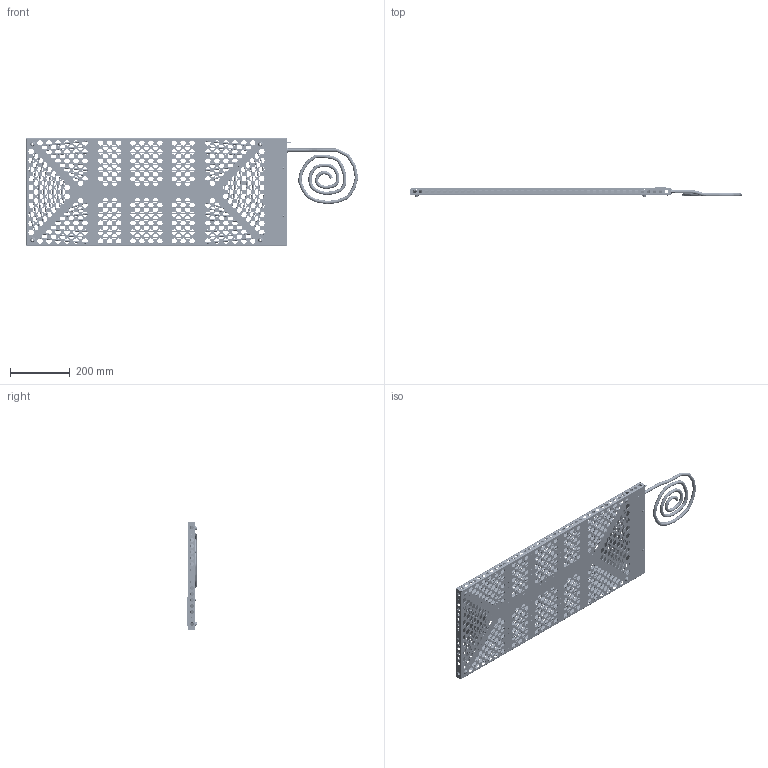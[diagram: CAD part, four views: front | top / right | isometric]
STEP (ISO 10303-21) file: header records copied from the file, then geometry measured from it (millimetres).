
FILE_DESCRIPTION (( 'STEP AP214' ), '1' );
FILE_NAME ('920A107213.STEP', '2025-06-12T10:56:39', ( '' ), ( '' ), 'SwSTEP 2.0', 'SolidWorks 2022', '' );
FILE_SCHEMA (( 'AUTOMOTIVE_DESIGN' ));
Length unit declared in the file: millimetre
Products named in the file (9): 920A109442; TAG SKILT_9206; FLYING LEED; 920A105389; 920A107213; 920A105390; Heat tracing cable size D; 920A105391; gummi hylse
Assembly tree (31 placements, depth 2):
  920A107213
    920A105389
    920A105390
    920A105391
    Heat tracing cable size D
    TAG SKILT_9206
    gummi hylse
    FLYING LEED
    920A109442  x24
Bounding box: 1107.98 x 30.79 x 360 mm (x, y, z)
Volume: 1619476.8 mm3; surface area: 1645701.3 mm2
Topology: 31 solids, 33 shells, 6188 faces, 16561 edges, 10660 vertices
Faces by surface type: cylinder 2811, plane 2461, bspline 706, torus 186, cone 16, sphere 8
Entity records: 222505 total; most frequent: CARTESIAN_POINT 72481, ORIENTED_EDGE 27418, DIRECTION 25619, EDGE_CURVE 13709, AXIS2_PLACEMENT_3D 9364, VERTEX_POINT 8912, EDGE_LOOP 7419, LINE 6891
